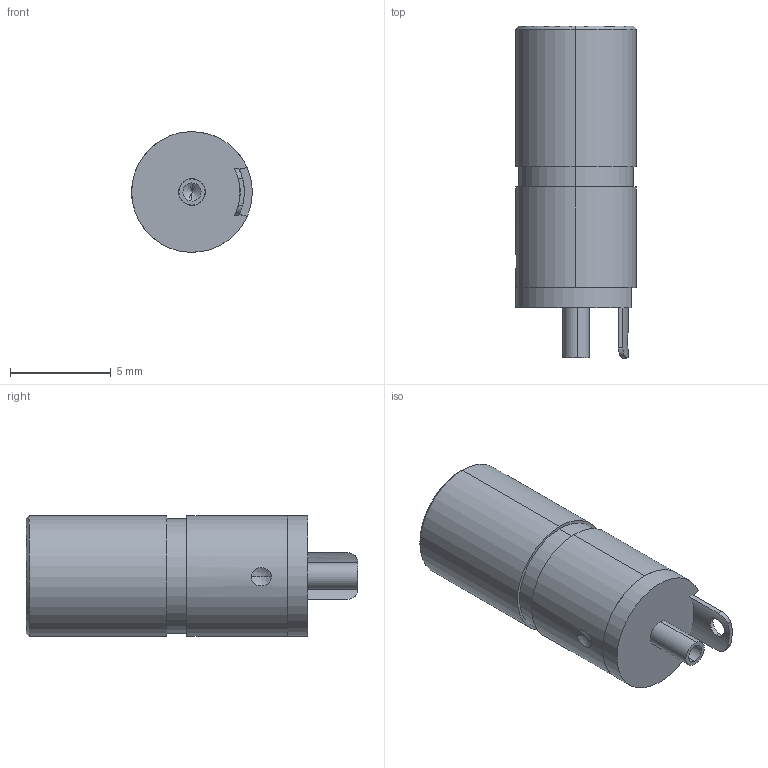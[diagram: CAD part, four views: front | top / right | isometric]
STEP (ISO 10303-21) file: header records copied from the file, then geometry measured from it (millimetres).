
FILE_DESCRIPTION (( 'STEP AP203' ), '1' );
FILE_NAME ('50-00057.step', '2016-09-15T21:28:25', ( '' ), ( '' ), 'SwSTEP 2.0', 'SolidWorks 2015', '' );
FILE_SCHEMA (( 'CONFIG_CONTROL_DESIGN' ));
Length unit declared in the file: millimetre
Products named in the file (5): 50-00057 contact; 50-00057 insulator; 50-00057 pin; 50-00057 shell; 50-00057
Assembly tree (4 placements, depth 2):
  50-00057
    50-00057 contact
    50-00057 insulator
    50-00057 pin
    50-00057 shell
Bounding box: 6 x 16.5 x 6 mm (x, y, z)
Volume: 243.9 mm3; surface area: 825.5 mm2
Topology: 4 solids, 4 shells, 102 faces, 247 edges, 155 vertices
Faces by surface type: cylinder 48, plane 35, cone 8, bspline 7, torus 4
Entity records: 3785 total; most frequent: CARTESIAN_POINT 864, DIRECTION 539, ORIENTED_EDGE 478, EDGE_CURVE 239, AXIS2_PLACEMENT_3D 220, VERTEX_POINT 155, EDGE_LOOP 120, CIRCLE 118
